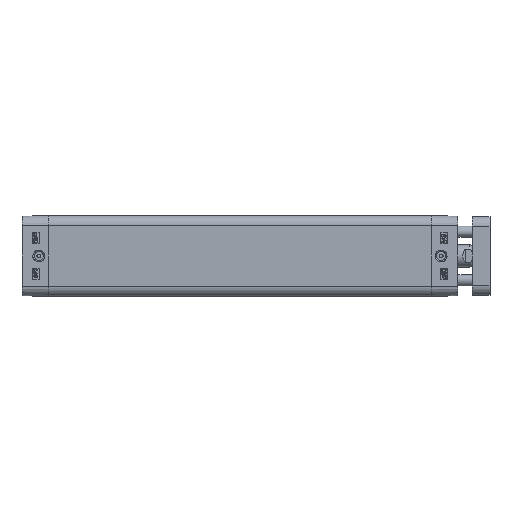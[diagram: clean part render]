
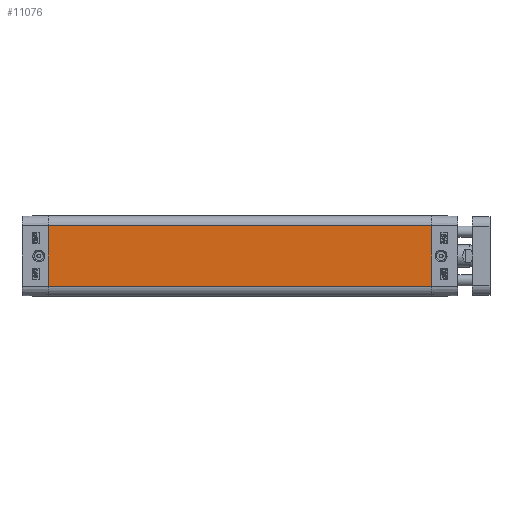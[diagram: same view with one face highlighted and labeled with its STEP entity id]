
A CAD part, left-side view. The second image highlights one B-rep face of the part: STEP entity #11076.
In plain terms, the highlighted planar face has unit normal (-1, 0, 0).
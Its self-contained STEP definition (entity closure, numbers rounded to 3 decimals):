
#9714=CARTESIAN_POINT('',(-18.15,-173.5,13.65));
#9715=VERTEX_POINT('',#9714);
#9722=CARTESIAN_POINT('',(-18.15,-173.5,-13.65));
#9723=VERTEX_POINT('',#9722);
#9724=CARTESIAN_POINT('',(-18.15,-173.5,-13.65));
#9725=DIRECTION('',(0.0,0.0,1.0));
#9726=VECTOR('',#9725,27.3);
#9727=LINE('',#9724,#9726);
#9728=EDGE_CURVE('',#9723,#9715,#9727,.T.);
#11034=CARTESIAN_POINT('',(-18.15,0.0,-13.65));
#11035=VERTEX_POINT('',#11034);
#11036=CARTESIAN_POINT('',(-18.15,0.0,-13.65));
#11037=DIRECTION('',(0.0,-1.0,0.0));
#11038=VECTOR('',#11037,173.5);
#11039=LINE('',#11036,#11038);
#11040=EDGE_CURVE('',#11035,#9723,#11039,.T.);
#11053=CARTESIAN_POINT('',(-18.15,0.0,-13.65));
#11054=DIRECTION('',(-1.0,0.0,0.0));
#11055=DIRECTION('',(0.0,0.0,1.0));
#11056=AXIS2_PLACEMENT_3D('',#11053,#11054,#11055);
#11057=PLANE('',#11056);
#11058=ORIENTED_EDGE('',*,*,#9728,.T.);
#11059=CARTESIAN_POINT('',(-18.15,0.0,13.65));
#11060=VERTEX_POINT('',#11059);
#11061=CARTESIAN_POINT('',(-18.15,0.0,13.65));
#11062=DIRECTION('',(0.0,-1.0,0.0));
#11063=VECTOR('',#11062,173.5);
#11064=LINE('',#11061,#11063);
#11065=EDGE_CURVE('',#11060,#9715,#11064,.T.);
#11066=ORIENTED_EDGE('',*,*,#11065,.F.);
#11067=CARTESIAN_POINT('',(-18.15,0.0,-13.65));
#11068=DIRECTION('',(0.0,0.0,1.0));
#11069=VECTOR('',#11068,27.3);
#11070=LINE('',#11067,#11069);
#11071=EDGE_CURVE('',#11035,#11060,#11070,.T.);
#11072=ORIENTED_EDGE('',*,*,#11071,.F.);
#11073=ORIENTED_EDGE('',*,*,#11040,.T.);
#11074=EDGE_LOOP('',(#11058,#11066,#11072,#11073));
#11075=FACE_OUTER_BOUND('',#11074,.T.);
#11076=ADVANCED_FACE('',(#11075),#11057,.T.);
